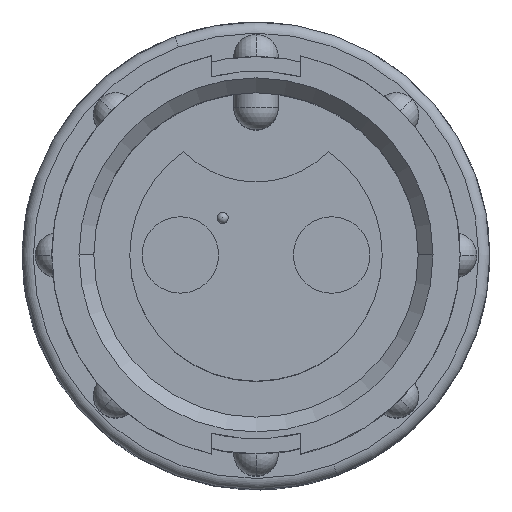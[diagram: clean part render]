
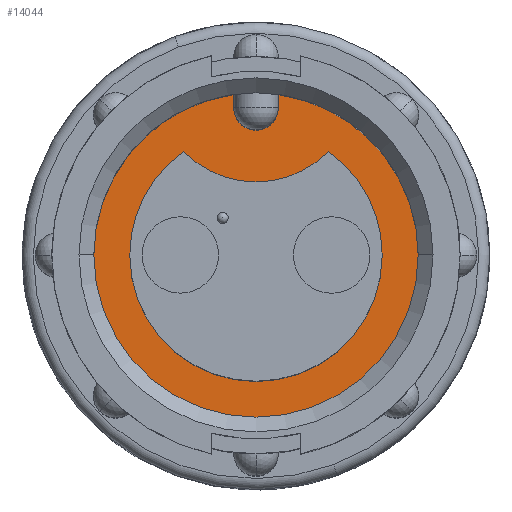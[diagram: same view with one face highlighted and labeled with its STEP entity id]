
A CAD part, top view. The second image highlights one B-rep face of the part: STEP entity #14044.
In plain terms, the highlighted planar face has unit normal (0, 0, 1).
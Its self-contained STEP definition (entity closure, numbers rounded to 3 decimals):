
#463 = CARTESIAN_POINT ( 'NONE',  ( 0.762, 5.497, -8.382 ) ) ;
#1201 = AXIS2_PLACEMENT_3D ( 'NONE', #7809, #12718, #12878 ) ;
#1237 = CARTESIAN_POINT ( 'NONE',  ( -4.318, 0., -8.382 ) ) ;
#1256 = DIRECTION ( 'NONE',  ( 0., 0., 1. ) ) ;
#1358 = CARTESIAN_POINT ( 'NONE',  ( 0., 4.318, -8.382 ) ) ;
#1448 = AXIS2_PLACEMENT_3D ( 'NONE', #4385, #1830, #14073 ) ;
#1482 = AXIS2_PLACEMENT_3D ( 'NONE', #9609, #7050, #4664 ) ;
#1484 = DIRECTION ( 'NONE',  ( 1., 0., 0. ) ) ;
#1492 = CARTESIAN_POINT ( 'NONE',  ( 2.47, 3.542, -8.382 ) ) ;
#1523 = CARTESIAN_POINT ( 'NONE',  ( 0., 0., -8.382 ) ) ;
#1641 = VERTEX_POINT ( 'NONE', #13128 ) ;
#1830 = DIRECTION ( 'NONE',  ( 0., 0., 1. ) ) ;
#1885 = EDGE_CURVE ( 'NONE', #5548, #4630, #8845, .T. ) ;
#2079 = VERTEX_POINT ( 'NONE', #6852 ) ;
#2121 = AXIS2_PLACEMENT_3D ( 'NONE', #13771, #8957, #13851 ) ;
#2131 = ORIENTED_EDGE ( 'NONE', *, *, #12196, .T. ) ;
#2187 = VERTEX_POINT ( 'NONE', #1237 ) ;
#2208 = VERTEX_POINT ( 'NONE', #8978 ) ;
#2434 = EDGE_LOOP ( 'NONE', ( #6667, #2131, #11420, #14622 ) ) ;
#2933 = DIRECTION ( 'NONE',  ( 0., -1., 0. ) ) ;
#3693 = ORIENTED_EDGE ( 'NONE', *, *, #1885, .T. ) ;
#4029 = VECTOR ( 'NONE', #9122, 1000. ) ;
#4124 = EDGE_CURVE ( 'NONE', #2187, #6671, #8871, .T. ) ;
#4212 = VERTEX_POINT ( 'NONE', #1492 ) ;
#4385 = CARTESIAN_POINT ( 'NONE',  ( 0., 0., -8.382 ) ) ;
#4630 = VERTEX_POINT ( 'NONE', #463 ) ;
#4660 = CARTESIAN_POINT ( 'NONE',  ( 0.762, 5.042, -8.382 ) ) ;
#4664 = DIRECTION ( 'NONE',  ( 1., 0., 0. ) ) ;
#4806 = PLANE ( 'NONE',  #8891 ) ;
#4881 = FACE_BOUND ( 'NONE', #2434, .T. ) ;
#4903 = VERTEX_POINT ( 'NONE', #10693 ) ;
#5037 = AXIS2_PLACEMENT_3D ( 'NONE', #1523, #7658, #12566 ) ;
#5289 = EDGE_CURVE ( 'NONE', #4903, #12510, #9538, .T. ) ;
#5461 = CARTESIAN_POINT ( 'NONE',  ( 5.55, 0., -8.382 ) ) ;
#5464 = ORIENTED_EDGE ( 'NONE', *, *, #5289, .F. ) ;
#5546 = VECTOR ( 'NONE', #2933, 1000. ) ;
#5548 = VERTEX_POINT ( 'NONE', #5461 ) ;
#6124 = DIRECTION ( 'NONE',  ( 1., 0., 0. ) ) ;
#6312 = ORIENTED_EDGE ( 'NONE', *, *, #9987, .T. ) ;
#6665 = EDGE_CURVE ( 'NONE', #1641, #2187, #13882, .T. ) ;
#6667 = ORIENTED_EDGE ( 'NONE', *, *, #6665, .F. ) ;
#6671 = VERTEX_POINT ( 'NONE', #11286 ) ;
#6835 = CIRCLE ( 'NONE', #1482, 4.318 ) ;
#6852 = CARTESIAN_POINT ( 'NONE',  ( -5.55, 0., -8.382 ) ) ;
#7050 = DIRECTION ( 'NONE',  ( 0., 0., 1. ) ) ;
#7305 = CARTESIAN_POINT ( 'NONE',  ( 0., 0., -8.382 ) ) ;
#7403 = ORIENTED_EDGE ( 'NONE', *, *, #11875, .T. ) ;
#7622 = CARTESIAN_POINT ( 'NONE',  ( 0., 5.042, -8.382 ) ) ;
#7658 = DIRECTION ( 'NONE',  ( 0., 0., 1. ) ) ;
#7770 = DIRECTION ( 'NONE',  ( -1., 0., 0. ) ) ;
#7809 = CARTESIAN_POINT ( 'NONE',  ( 0., 0., -8.382 ) ) ;
#7819 = CIRCLE ( 'NONE', #12699, 5.55 ) ;
#8084 = CIRCLE ( 'NONE', #1201, 5.55 ) ;
#8514 = EDGE_CURVE ( 'NONE', #2208, #4903, #12794, .T. ) ;
#8624 = DIRECTION ( 'NONE',  ( -1., 0., 0. ) ) ;
#8845 = CIRCLE ( 'NONE', #1448, 5.55 ) ;
#8871 = CIRCLE ( 'NONE', #5037, 4.318 ) ;
#8891 = AXIS2_PLACEMENT_3D ( 'NONE', #1358, #9672, #8624 ) ;
#8901 = DIRECTION ( 'NONE',  ( 0., 0., 1. ) ) ;
#8911 = DIRECTION ( 'NONE',  ( 0., 0., 1. ) ) ;
#8957 = DIRECTION ( 'NONE',  ( 0., 0., 1. ) ) ;
#8978 = CARTESIAN_POINT ( 'NONE',  ( -0.762, 5.497, -8.382 ) ) ;
#9122 = DIRECTION ( 'NONE',  ( 0., 1., 0. ) ) ;
#9538 = CIRCLE ( 'NONE', #15426, 0.762 ) ;
#9609 = CARTESIAN_POINT ( 'NONE',  ( 0., 0., -8.382 ) ) ;
#9672 = DIRECTION ( 'NONE',  ( 0., 0., -1. ) ) ;
#9987 = EDGE_CURVE ( 'NONE', #2079, #5548, #7819, .T. ) ;
#10252 = CARTESIAN_POINT ( 'NONE',  ( 0.762, 5.497, -8.382 ) ) ;
#10693 = CARTESIAN_POINT ( 'NONE',  ( -0.762, 5.042, -8.382 ) ) ;
#11286 = CARTESIAN_POINT ( 'NONE',  ( 4.318, 0., -8.382 ) ) ;
#11420 = ORIENTED_EDGE ( 'NONE', *, *, #13242, .F. ) ;
#11428 = CARTESIAN_POINT ( 'NONE',  ( -0.762, 5.497, -8.382 ) ) ;
#11440 = AXIS2_PLACEMENT_3D ( 'NONE', #15064, #8901, #7770 ) ;
#11653 = ORIENTED_EDGE ( 'NONE', *, *, #13725, .F. ) ;
#11875 = EDGE_CURVE ( 'NONE', #2208, #2079, #8084, .T. ) ;
#12196 = EDGE_CURVE ( 'NONE', #1641, #4212, #13238, .T. ) ;
#12505 = LINE ( 'NONE', #10252, #4029 ) ;
#12510 = VERTEX_POINT ( 'NONE', #4660 ) ;
#12566 = DIRECTION ( 'NONE',  ( 1., 0., 0. ) ) ;
#12572 = EDGE_LOOP ( 'NONE', ( #13426, #7403, #6312, #3693, #11653, #5464 ) ) ;
#12699 = AXIS2_PLACEMENT_3D ( 'NONE', #7305, #1256, #6124 ) ;
#12718 = DIRECTION ( 'NONE',  ( 0., 0., 1. ) ) ;
#12794 = LINE ( 'NONE', #11428, #5546 ) ;
#12878 = DIRECTION ( 'NONE',  ( 1., 0., 0. ) ) ;
#13128 = CARTESIAN_POINT ( 'NONE',  ( -2.47, 3.542, -8.382 ) ) ;
#13238 = CIRCLE ( 'NONE', #11440, 3.454 ) ;
#13242 = EDGE_CURVE ( 'NONE', #6671, #4212, #6835, .T. ) ;
#13426 = ORIENTED_EDGE ( 'NONE', *, *, #8514, .F. ) ;
#13441 = FACE_OUTER_BOUND ( 'NONE', #12572, .T. ) ;
#13725 = EDGE_CURVE ( 'NONE', #12510, #4630, #12505, .T. ) ;
#13771 = CARTESIAN_POINT ( 'NONE',  ( 0., 0., -8.382 ) ) ;
#13851 = DIRECTION ( 'NONE',  ( 1., 0., 0. ) ) ;
#13882 = CIRCLE ( 'NONE', #2121, 4.318 ) ;
#14044 = ADVANCED_FACE ( 'NONE', ( #4881, #13441 ), #4806, .F. ) ;
#14073 = DIRECTION ( 'NONE',  ( 1., 0., 0. ) ) ;
#14622 = ORIENTED_EDGE ( 'NONE', *, *, #4124, .F. ) ;
#15064 = CARTESIAN_POINT ( 'NONE',  ( 0., 5.956, -8.382 ) ) ;
#15426 = AXIS2_PLACEMENT_3D ( 'NONE', #7622, #8911, #1484 ) ;
